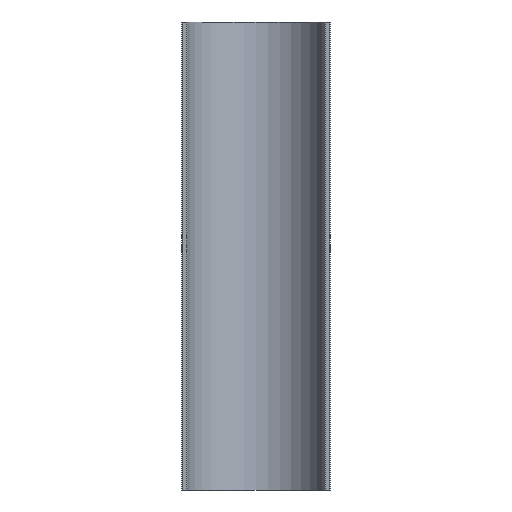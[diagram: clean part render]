
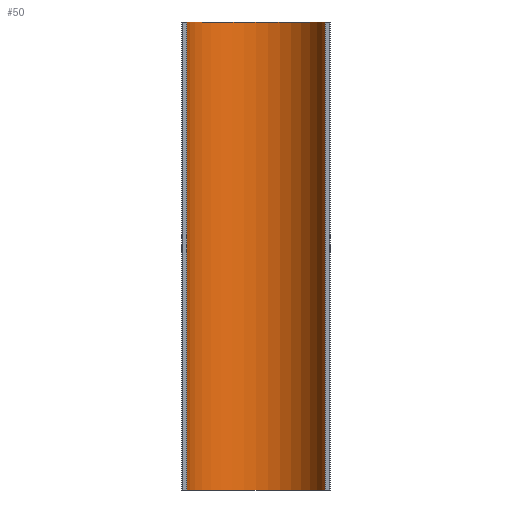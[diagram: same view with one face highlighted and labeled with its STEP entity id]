
A CAD part, front view. The second image highlights one B-rep face of the part: STEP entity #50.
In plain terms, the highlighted cylindrical face has radius 75.304 mm (diameter 150.608 mm), a partial arc.
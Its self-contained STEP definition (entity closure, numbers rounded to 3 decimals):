
#50=ADVANCED_FACE('',(#65),#66,.F.);
#65=FACE_OUTER_BOUND('',#85,.T.);
#66=CYLINDRICAL_SURFACE('',#86,75.304);
#85=EDGE_LOOP('',(#125,#126,#127,#128));
#86=AXIS2_PLACEMENT_3D('',#129,#130,#131);
#125=ORIENTED_EDGE('',*,*,#186,.T.);
#126=ORIENTED_EDGE('',*,*,#190,.T.);
#127=ORIENTED_EDGE('',*,*,#182,.T.);
#128=ORIENTED_EDGE('',*,*,#191,.F.);
#129=CARTESIAN_POINT('',(0.0,0.0,0.0));
#130=DIRECTION('',(0.0,0.0,1.0));
#131=DIRECTION('',(1.0,0.0,0.0));
#182=EDGE_CURVE('',#212,#213,#214,.T.);
#186=EDGE_CURVE('',#220,#221,#222,.T.);
#190=EDGE_CURVE('',#221,#212,#228,.T.);
#191=EDGE_CURVE('',#220,#213,#229,.T.);
#212=VERTEX_POINT('',#255);
#213=VERTEX_POINT('',#256);
#214=LINE('',#257,#258);
#220=VERTEX_POINT('',#265);
#221=VERTEX_POINT('',#266);
#222=LINE('',#267,#268);
#228=CIRCLE('',#275,75.304);
#229=CIRCLE('',#276,75.304);
#255=CARTESIAN_POINT('',(-75.304,0.,500.0));
#256=CARTESIAN_POINT('',(-75.304,0.,0.0));
#257=CARTESIAN_POINT('',(-75.304,0.,0.0));
#258=VECTOR('',#306,1.0);
#265=CARTESIAN_POINT('',(75.304,0.,0.0));
#266=CARTESIAN_POINT('',(75.304,0.,500.0));
#267=CARTESIAN_POINT('',(75.304,0.,0.0));
#268=VECTOR('',#314,1.0);
#275=AXIS2_PLACEMENT_3D('',#322,#323,#324);
#276=AXIS2_PLACEMENT_3D('',#325,#326,#327);
#306=DIRECTION('',(-0.0,0.0,-1.0));
#314=DIRECTION('',(-0.0,0.0,1.0));
#322=CARTESIAN_POINT('',(0.0,0.0,500.0));
#323=DIRECTION('',(0.0,0.0,1.0));
#324=DIRECTION('',(1.0,0.0,0.0));
#325=CARTESIAN_POINT('',(0.0,0.0,0.0));
#326=DIRECTION('',(0.0,0.0,1.0));
#327=DIRECTION('',(1.0,0.0,0.0));
